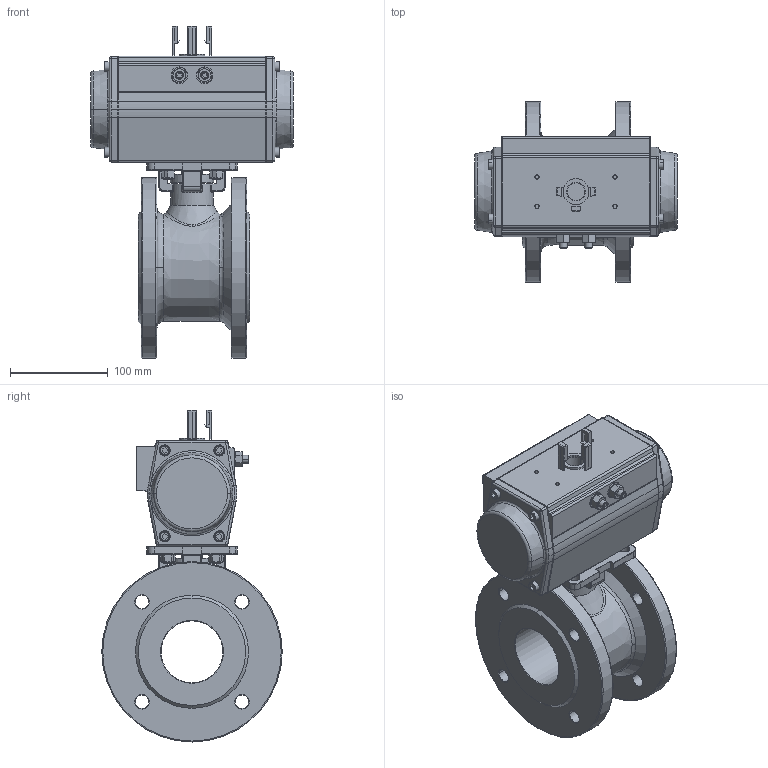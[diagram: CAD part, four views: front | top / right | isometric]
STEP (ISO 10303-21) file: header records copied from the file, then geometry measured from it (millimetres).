
FILE_DESCRIPTION(('HOOPS Exchange Step'),'2;1');
FILE_NAME('PK0700_DN65.stp','2025-05-09T10:23:49+02:00',('nieru'),('Unknown organisation'),'HOOPS Exchange 2024.2','HOOPS Exchange','Unknown authorisation');
FILE_SCHEMA( ('AP203_CONFIGURATION_CONTROLLED_3D_DESIGN_OF_MECHANICAL_PARTS_AND_ASSEMBLIES_MIM_LF') );
Length unit declared in the file: millimetre
Products named in the file (5): 0; root
Assembly tree (4 placements, depth 3):
  root
    0
      0
      0
      0
Bounding box: 208 x 185 x 340.5 mm (x, y, z)
Volume: 2466516.8 mm3; surface area: 378875.7 mm2
Topology: 33 solids, 33 shells, 1475 faces, 3519 edges, 2114 vertices
Faces by surface type: cylinder 523, plane 392, torus 188, bspline 182, cone 164, sphere 26
Full cylindrical faces by diameter (mm): 63.5 x1
Entity records: 65225 total; most frequent: CARTESIAN_POINT 32110, ORIENTED_EDGE 6936, DIRECTION 6746, EDGE_CURVE 3468, AXIS2_PLACEMENT_3D 2688, VERTEX_POINT 2114, EDGE_LOOP 1628, FACE_BOUND 1628
